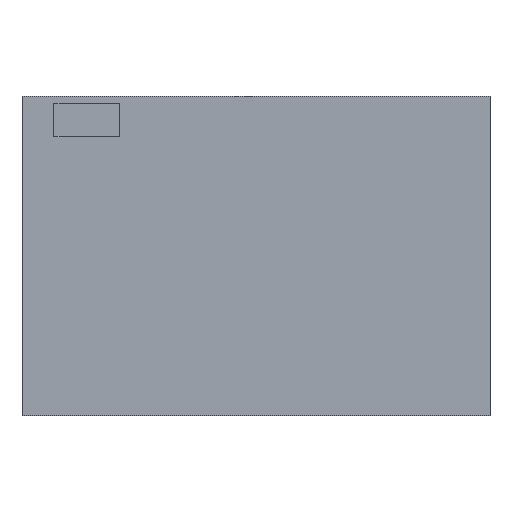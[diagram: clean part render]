
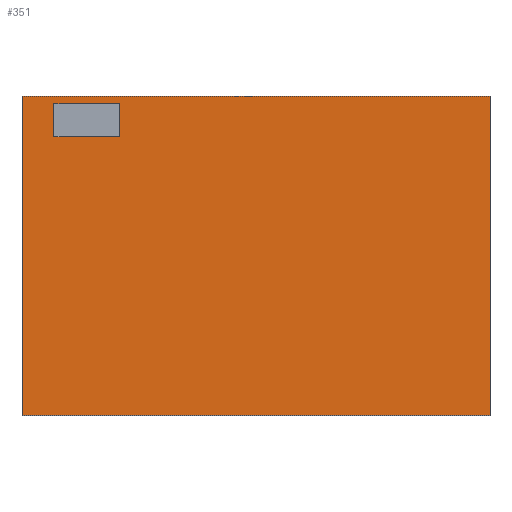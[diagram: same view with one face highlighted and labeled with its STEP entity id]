
A CAD part, top view. The second image highlights one B-rep face of the part: STEP entity #351.
In plain terms, the highlighted planar face has unit normal (0, 0, 1).
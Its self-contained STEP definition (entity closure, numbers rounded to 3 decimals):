
#19=FACE_BOUND('',#75,.T.);
#31=PLANE('',#391);
#51=FACE_OUTER_BOUND('',#74,.T.);
#74=EDGE_LOOP('',(#287,#288,#289,#290));
#75=EDGE_LOOP('',(#291,#292,#293,#294));
#90=LINE('',#509,#129);
#94=LINE('',#517,#133);
#97=LINE('',#523,#136);
#100=LINE('',#528,#139);
#104=LINE('',#538,#143);
#109=LINE('',#552,#148);
#110=LINE('',#555,#149);
#111=LINE('',#556,#150);
#129=VECTOR('',#415,10.);
#133=VECTOR('',#421,10.);
#136=VECTOR('',#426,10.);
#139=VECTOR('',#431,10.);
#143=VECTOR('',#439,10.);
#148=VECTOR('',#454,10.);
#149=VECTOR('',#457,10.);
#150=VECTOR('',#458,10.);
#175=VERTEX_POINT('',#507);
#176=VERTEX_POINT('',#508);
#179=VERTEX_POINT('',#516);
#181=VERTEX_POINT('',#522);
#185=VERTEX_POINT('',#535);
#186=VERTEX_POINT('',#537);
#190=VERTEX_POINT('',#549);
#191=VERTEX_POINT('',#554);
#206=EDGE_CURVE('',#175,#176,#90,.T.);
#210=EDGE_CURVE('',#176,#179,#94,.T.);
#213=EDGE_CURVE('',#179,#181,#97,.T.);
#216=EDGE_CURVE('',#181,#175,#100,.T.);
#220=EDGE_CURVE('',#185,#186,#104,.T.);
#227=EDGE_CURVE('',#190,#186,#109,.T.);
#228=EDGE_CURVE('',#190,#191,#110,.T.);
#229=EDGE_CURVE('',#191,#185,#111,.T.);
#287=ORIENTED_EDGE('',*,*,#228,.F.);
#288=ORIENTED_EDGE('',*,*,#227,.T.);
#289=ORIENTED_EDGE('',*,*,#220,.F.);
#290=ORIENTED_EDGE('',*,*,#229,.F.);
#291=ORIENTED_EDGE('',*,*,#206,.T.);
#292=ORIENTED_EDGE('',*,*,#210,.T.);
#293=ORIENTED_EDGE('',*,*,#213,.T.);
#294=ORIENTED_EDGE('',*,*,#216,.T.);
#351=ADVANCED_FACE('',(#51,#19),#31,.T.);
#391=AXIS2_PLACEMENT_3D('',#553,#455,#456);
#415=DIRECTION('',(0.,1.,0.));
#421=DIRECTION('',(1.,0.,0.));
#426=DIRECTION('',(0.,-1.,0.));
#431=DIRECTION('',(-1.,0.,0.));
#439=DIRECTION('',(1.,0.,0.));
#454=DIRECTION('',(0.,1.,0.));
#455=DIRECTION('center_axis',(0.,0.,
1.));
#456=DIRECTION('ref_axis',(1.,0.,0.));
#457=DIRECTION('',(-1.,0.,0.));
#458=DIRECTION('',(0.,1.,0.));
#507=CARTESIAN_POINT('',(981.493,13.161,-13.623));
#508=CARTESIAN_POINT('',(981.493,17.776,-13.623));
#509=CARTESIAN_POINT('',(981.493,-4.189,-13.623));
#516=CARTESIAN_POINT('',(990.722,17.776,-13.623));
#517=CARTESIAN_POINT('',(983.852,17.776,-13.623));
#522=CARTESIAN_POINT('',(990.722,13.161,-13.623));
#523=CARTESIAN_POINT('',(990.722,-6.496,-13.623));
#528=CARTESIAN_POINT('',(979.238,13.161,-13.623));
#535=CARTESIAN_POINT('',(976.983,18.846,-13.623));
#537=CARTESIAN_POINT('',(1043.,18.846,-13.623));
#538=CARTESIAN_POINT('',(1043.,18.846,-13.623));
#549=CARTESIAN_POINT('',(1043.,-26.154,-13.623));
#552=CARTESIAN_POINT('',(1043.,-26.154,-13.623));
#553=CARTESIAN_POINT('Origin',(976.983,-26.154,-13.623));
#554=CARTESIAN_POINT('',(976.983,-26.154,-13.623));
#555=CARTESIAN_POINT('',(1043.,-26.154,-13.623));
#556=CARTESIAN_POINT('',(976.983,-26.154,-13.623));
